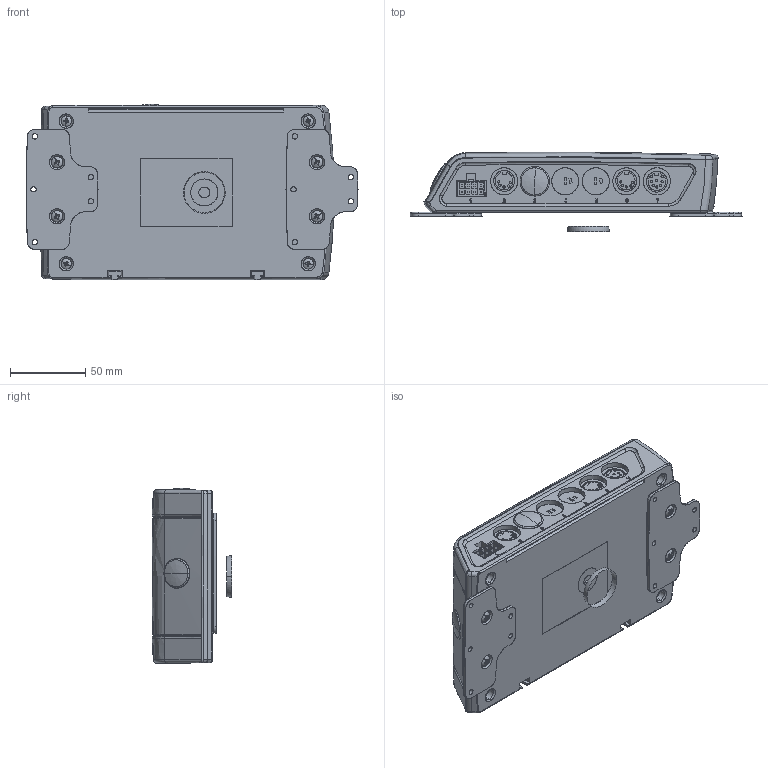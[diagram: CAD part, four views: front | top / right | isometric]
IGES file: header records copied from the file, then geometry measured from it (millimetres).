
Start section: SolidWorks IGES file using analytic representation for surfaces
Global section: file name: HE 150.IGS; native system: SolidWorks 2016; preprocessor: SolidWorks 2016; author: ckuhn; date: 160825.083521; units: millimetre
Bounding box: 220.93 x 53.18 x 116.57 mm (x, y, z)
Surface area: 81058.8 mm2 (no closed solid volume)
Topology: 0 solids, 0 shells, 937 faces, 10215 edges, 10207 vertices
Faces by surface type: bspline 659, revolution 278
